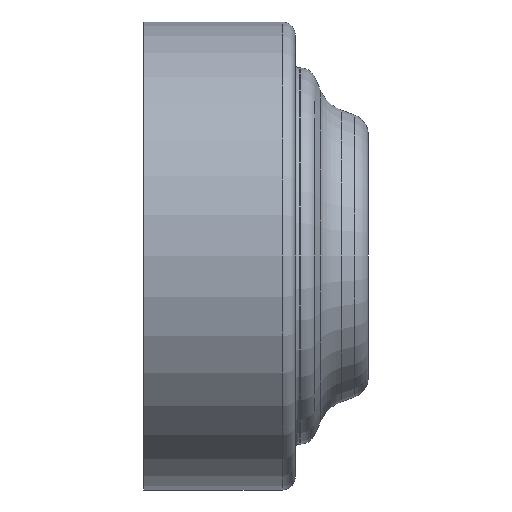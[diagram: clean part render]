
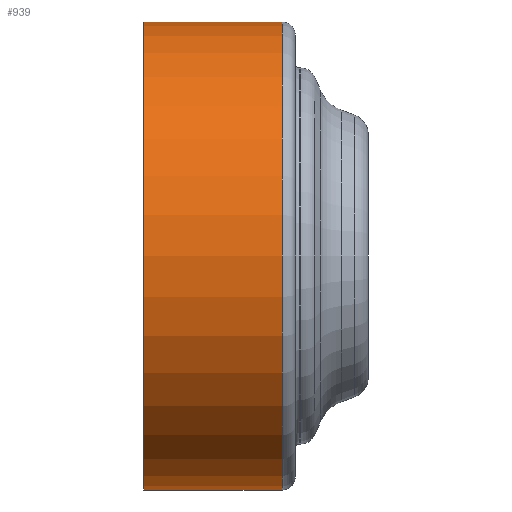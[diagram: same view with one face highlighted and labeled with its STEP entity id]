
A CAD part, front view. The second image highlights one B-rep face of the part: STEP entity #939.
In plain terms, the highlighted cylindrical face has radius 22.4 mm (diameter 44.8 mm), a partial arc.
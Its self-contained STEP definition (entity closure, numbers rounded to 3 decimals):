
#6 = LINE ( 'NONE', #1111, #1162 ) ;
#30 = DIRECTION ( 'NONE',  ( 0., 0., 1. ) ) ;
#35 = DIRECTION ( 'NONE',  ( -1., 0., 0. ) ) ;
#116 = AXIS2_PLACEMENT_3D ( 'NONE', #832, #1045, #730 ) ;
#121 = EDGE_CURVE ( 'NONE', #1313, #211, #278, .T. ) ;
#138 = DIRECTION ( 'NONE',  ( -1., 0., 0. ) ) ;
#211 = VERTEX_POINT ( 'NONE', #487 ) ;
#228 = ORIENTED_EDGE ( 'NONE', *, *, #743, .T. ) ;
#261 = CIRCLE ( 'NONE', #719, 22.4 ) ;
#273 = CARTESIAN_POINT ( 'NONE',  ( -1.25, 0., 22.4 ) ) ;
#278 = LINE ( 'NONE', #471, #1065 ) ;
#337 = EDGE_CURVE ( 'NONE', #211, #963, #261, .T. ) ;
#370 = ORIENTED_EDGE ( 'NONE', *, *, #121, .F. ) ;
#470 = DIRECTION ( 'NONE',  ( -1., 0., 0. ) ) ;
#471 = CARTESIAN_POINT ( 'NONE',  ( -28.972, 0., -22.4 ) ) ;
#487 = CARTESIAN_POINT ( 'NONE',  ( -14.5, 0., -22.4 ) ) ;
#564 = DIRECTION ( 'NONE',  ( 0., 0., 1. ) ) ;
#580 = CARTESIAN_POINT ( 'NONE',  ( -14.5, 0., 22.4 ) ) ;
#648 = CYLINDRICAL_SURFACE ( 'NONE', #1084, 22.4 ) ;
#676 = CARTESIAN_POINT ( 'NONE',  ( -28.972, 0., 0. ) ) ;
#679 = CARTESIAN_POINT ( 'NONE',  ( -14.5, 0., 0. ) ) ;
#719 = AXIS2_PLACEMENT_3D ( 'NONE', #679, #35, #564 ) ;
#730 = DIRECTION ( 'NONE',  ( 0., 0., 1. ) ) ;
#743 = EDGE_CURVE ( 'NONE', #1313, #1203, #856, .T. ) ;
#764 = ORIENTED_EDGE ( 'NONE', *, *, #1089, .T. ) ;
#823 = FACE_OUTER_BOUND ( 'NONE', #863, .T. ) ;
#830 = ORIENTED_EDGE ( 'NONE', *, *, #337, .F. ) ;
#832 = CARTESIAN_POINT ( 'NONE',  ( -1.25, 0., 0. ) ) ;
#856 = CIRCLE ( 'NONE', #116, 22.4 ) ;
#863 = EDGE_LOOP ( 'NONE', ( #370, #228, #764, #830 ) ) ;
#939 = ADVANCED_FACE ( 'NONE', ( #823 ), #648, .T. ) ;
#963 = VERTEX_POINT ( 'NONE', #580 ) ;
#1045 = DIRECTION ( 'NONE',  ( -1., 0., 0. ) ) ;
#1065 = VECTOR ( 'NONE', #138, 1000. ) ;
#1084 = AXIS2_PLACEMENT_3D ( 'NONE', #676, #1086, #30 ) ;
#1086 = DIRECTION ( 'NONE',  ( -1., 0., 0. ) ) ;
#1089 = EDGE_CURVE ( 'NONE', #1203, #963, #6, .T. ) ;
#1111 = CARTESIAN_POINT ( 'NONE',  ( -28.972, 0., 22.4 ) ) ;
#1155 = CARTESIAN_POINT ( 'NONE',  ( -1.25, 0., -22.4 ) ) ;
#1162 = VECTOR ( 'NONE', #470, 1000. ) ;
#1203 = VERTEX_POINT ( 'NONE', #273 ) ;
#1313 = VERTEX_POINT ( 'NONE', #1155 ) ;
